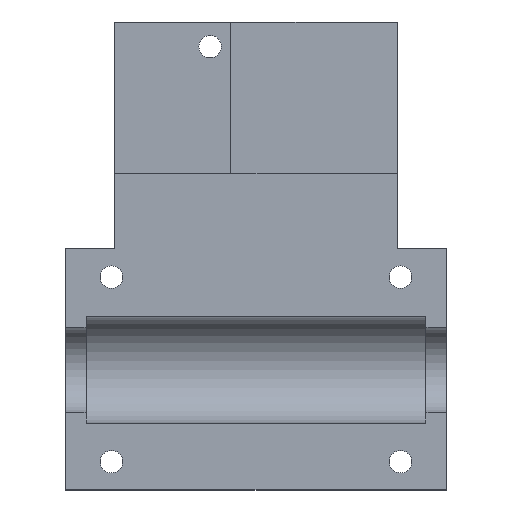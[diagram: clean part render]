
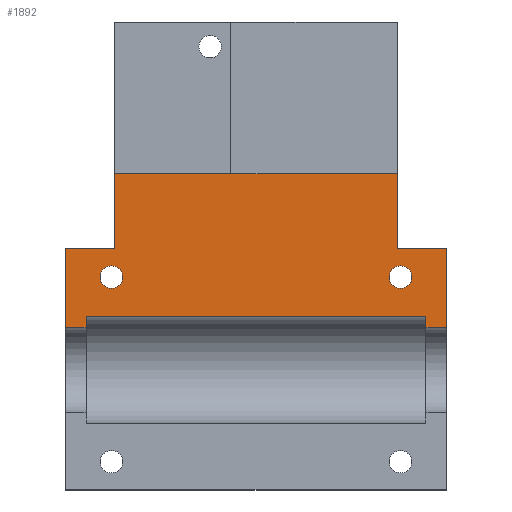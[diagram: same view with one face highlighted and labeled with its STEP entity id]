
A CAD part, top view. The second image highlights one B-rep face of the part: STEP entity #1892.
In plain terms, the highlighted planar face has unit normal (0, 0, 1).
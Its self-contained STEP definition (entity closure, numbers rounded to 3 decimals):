
#30=FACE_BOUND('',#263,.T.);
#31=FACE_BOUND('',#264,.T.);
#143=FACE_OUTER_BOUND('',#262,.T.);
#262=EDGE_LOOP('',(#1647,#1648,#1649,#1650,#1651,#1652,#1653,#1654,#1655,
#1656,#1657,#1658));
#263=EDGE_LOOP('',(#1659));
#264=EDGE_LOOP('',(#1660));
#344=CIRCLE('',#2075,1.6);
#345=CIRCLE('',#2077,1.6);
#503=LINE('',#3092,#697);
#529=LINE('',#3153,#723);
#530=LINE('',#3154,#724);
#531=LINE('',#3156,#725);
#532=LINE('',#3158,#726);
#533=LINE('',#3160,#727);
#534=LINE('',#3162,#728);
#535=LINE('',#3164,#729);
#536=LINE('',#3166,#730);
#537=LINE('',#3168,#731);
#538=LINE('',#3170,#732);
#539=LINE('',#3171,#733);
#697=VECTOR('',#2545,10.);
#723=VECTOR('',#2599,10.);
#724=VECTOR('',#2600,10.);
#725=VECTOR('',#2601,10.);
#726=VECTOR('',#2602,10.);
#727=VECTOR('',#2603,10.);
#728=VECTOR('',#2604,10.);
#729=VECTOR('',#2605,10.);
#730=VECTOR('',#2606,10.);
#731=VECTOR('',#2607,10.);
#732=VECTOR('',#2608,10.);
#733=VECTOR('',#2609,10.);
#879=VERTEX_POINT('',#3089);
#880=VERTEX_POINT('',#3091);
#890=VERTEX_POINT('',#3126);
#891=VERTEX_POINT('',#3130);
#900=VERTEX_POINT('',#3151);
#901=VERTEX_POINT('',#3152);
#902=VERTEX_POINT('',#3155);
#903=VERTEX_POINT('',#3157);
#904=VERTEX_POINT('',#3159);
#905=VERTEX_POINT('',#3161);
#906=VERTEX_POINT('',#3163);
#907=VERTEX_POINT('',#3165);
#908=VERTEX_POINT('',#3167);
#909=VERTEX_POINT('',#3169);
#1126=EDGE_CURVE('',#879,#880,#503,.T.);
#1145=EDGE_CURVE('',#890,#890,#344,.T.);
#1147=EDGE_CURVE('',#891,#891,#345,.T.);
#1156=EDGE_CURVE('',#900,#901,#529,.T.);
#1157=EDGE_CURVE('',#880,#901,#530,.F.);
#1158=EDGE_CURVE('',#902,#879,#531,.T.);
#1159=EDGE_CURVE('',#903,#902,#532,.T.);
#1160=EDGE_CURVE('',#904,#903,#533,.T.);
#1161=EDGE_CURVE('',#904,#905,#534,.T.);
#1162=EDGE_CURVE('',#905,#906,#535,.T.);
#1163=EDGE_CURVE('',#906,#907,#536,.T.);
#1164=EDGE_CURVE('',#908,#907,#537,.T.);
#1165=EDGE_CURVE('',#908,#909,#538,.T.);
#1166=EDGE_CURVE('',#900,#909,#539,.T.);
#1647=ORIENTED_EDGE('',*,*,#1156,.T.);
#1648=ORIENTED_EDGE('',*,*,#1157,.F.);
#1649=ORIENTED_EDGE('',*,*,#1126,.F.);
#1650=ORIENTED_EDGE('',*,*,#1158,.F.);
#1651=ORIENTED_EDGE('',*,*,#1159,.F.);
#1652=ORIENTED_EDGE('',*,*,#1160,.F.);
#1653=ORIENTED_EDGE('',*,*,#1161,.T.);
#1654=ORIENTED_EDGE('',*,*,#1162,.T.);
#1655=ORIENTED_EDGE('',*,*,#1163,.T.);
#1656=ORIENTED_EDGE('',*,*,#1164,.F.);
#1657=ORIENTED_EDGE('',*,*,#1165,.T.);
#1658=ORIENTED_EDGE('',*,*,#1166,.F.);
#1659=ORIENTED_EDGE('',*,*,#1145,.T.);
#1660=ORIENTED_EDGE('',*,*,#1147,.T.);
#1791=PLANE('',#2079);
#1892=ADVANCED_FACE('',(#143,#30,#31),#1791,.T.);
#2075=AXIS2_PLACEMENT_3D('',#3128,#2580,#2581);
#2077=AXIS2_PLACEMENT_3D('',#3132,#2585,#2586);
#2079=AXIS2_PLACEMENT_3D('',#3150,#2597,#2598);
#2545=DIRECTION('',(0.,1.,0.));
#2580=DIRECTION('center_axis',(0.,0.,
-1.));
#2581=DIRECTION('ref_axis',(-1.,0.,0.));
#2585=DIRECTION('center_axis',(0.,0.,
-1.));
#2586=DIRECTION('ref_axis',(-1.,0.,0.));
#2597=DIRECTION('center_axis',(0.,0.,
1.));
#2598=DIRECTION('ref_axis',(0.,1.,0.));
#2599=DIRECTION('',(0.,1.,0.));
#2600=DIRECTION('',(-1.,0.,0.));
#2601=DIRECTION('',(1.,0.,0.));
#2602=DIRECTION('',(0.,1.,0.));
#2603=DIRECTION('',(-1.,0.,0.));
#2604=DIRECTION('',(0.,1.,0.));
#2605=DIRECTION('',(1.,0.,0.));
#2606=DIRECTION('',(0.,-1.,0.));
#2607=DIRECTION('',(-1.,0.,0.));
#2608=DIRECTION('',(0.,1.,0.));
#2609=DIRECTION('',(1.,0.,0.));
#3089=CARTESIAN_POINT('',(-134.072,45.656,17.168));
#3091=CARTESIAN_POINT('',(-134.072,56.294,17.168));
#3092=CARTESIAN_POINT('',(-134.072,45.656,17.168));
#3126=CARTESIAN_POINT('',(-91.972,41.656,17.168));
#3128=CARTESIAN_POINT('Origin',(-93.572,41.656,17.168));
#3130=CARTESIAN_POINT('',(-132.972,41.656,17.168));
#3132=CARTESIAN_POINT('Origin',(-134.572,41.656,17.168));
#3150=CARTESIAN_POINT('Origin',(-114.072,34.55,17.168));
#3151=CARTESIAN_POINT('',(-94.072,45.656,17.168));
#3152=CARTESIAN_POINT('',(-94.072,56.294,17.168));
#3153=CARTESIAN_POINT('',(-94.072,45.656,17.168));
#3154=CARTESIAN_POINT('',(-114.072,56.294,17.168));
#3155=CARTESIAN_POINT('',(-141.072,45.656,17.168));
#3156=CARTESIAN_POINT('',(-122.85,45.656,17.168));
#3157=CARTESIAN_POINT('',(-141.072,34.55,17.168));
#3158=CARTESIAN_POINT('',(-141.072,69.108,17.168));
#3159=CARTESIAN_POINT('',(-138.172,34.55,17.168));
#3160=CARTESIAN_POINT('',(-114.072,34.55,17.168));
#3161=CARTESIAN_POINT('',(-138.172,36.05,17.168));
#3162=CARTESIAN_POINT('',(-138.172,31.525,17.168));
#3163=CARTESIAN_POINT('',(-89.972,36.05,17.168));
#3164=CARTESIAN_POINT('',(-114.072,36.05,17.168));
#3165=CARTESIAN_POINT('',(-89.972,34.55,17.168));
#3166=CARTESIAN_POINT('',(-89.972,31.525,17.168));
#3167=CARTESIAN_POINT('',(-87.072,34.55,17.168));
#3168=CARTESIAN_POINT('',(-114.072,34.55,17.168));
#3169=CARTESIAN_POINT('',(-87.072,45.656,17.168));
#3170=CARTESIAN_POINT('',(-87.072,40.656,17.168));
#3171=CARTESIAN_POINT('',(-114.072,45.656,17.168));
